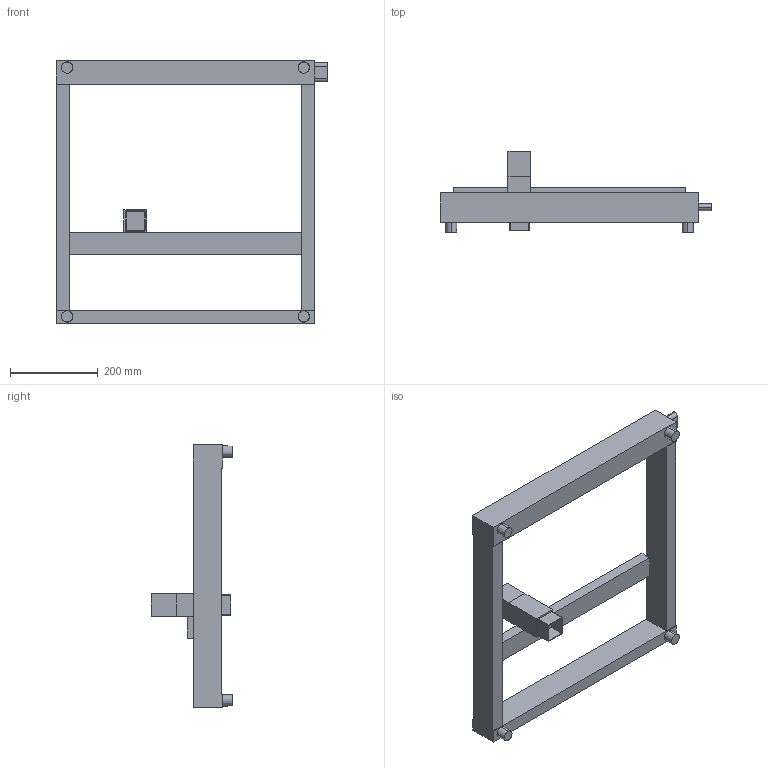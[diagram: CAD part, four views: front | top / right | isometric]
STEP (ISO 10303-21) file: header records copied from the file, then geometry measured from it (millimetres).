
FILE_DESCRIPTION (( 'STEP AP203' ), '1' );
FILE_NAME ('LASER ENGRAVER, XTOOL D1, 2021.STEP', '2021-10-27T15:32:27', ( '' ), ( '' ), 'SwSTEP 2.0', 'SolidWorks 2015', '' );
FILE_SCHEMA (( 'CONFIG_CONTROL_DESIGN' ));
Length unit declared in the file: millimetre
Products named in the file (1): LASER ENGRAVER, XTOOL D1, 2021
Bounding box: 620 x 185 x 600 mm (x, y, z)
Volume: 6400848.3 mm3; surface area: 604461.5 mm2
Topology: 10 solids, 10 shells, 74 faces, 165 edges, 110 vertices
Faces by surface type: plane 57, cylinder 9, cone 8
Entity records: 2110 total; most frequent: CARTESIAN_POINT 350, DIRECTION 349, ORIENTED_EDGE 330, EDGE_CURVE 165, LINE 131, VECTOR 131, VERTEX_POINT 110, AXIS2_PLACEMENT_3D 109
